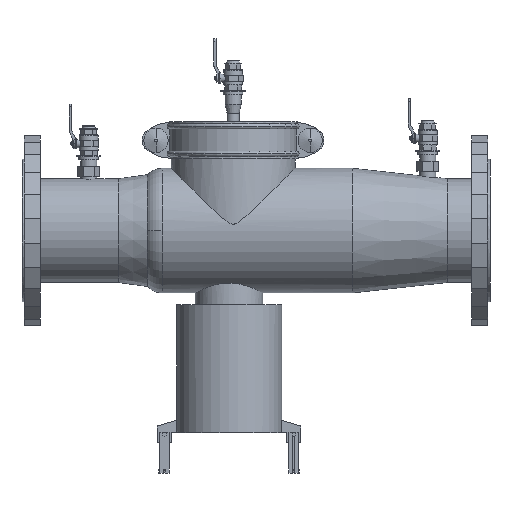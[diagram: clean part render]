
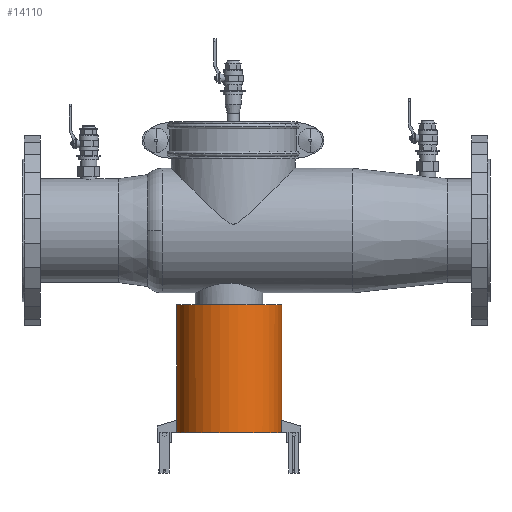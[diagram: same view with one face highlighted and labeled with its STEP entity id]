
A CAD part, front view. The second image highlights one B-rep face of the part: STEP entity #14110.
In plain terms, the highlighted cylindrical face has radius 78 mm (diameter 156 mm), a partial arc.
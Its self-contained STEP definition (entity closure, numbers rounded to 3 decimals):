
#8266=VERTEX_POINT('',#23639);
#8280=EDGE_CURVE('',#19998,#17226,#23654,.T.);
#8526=EDGE_CURVE('',#10482,#19998,#23922,.T.);
#9332=EDGE_CURVE('',#16412,#8266,#24805,.T.);
#9762=EDGE_CURVE('',#16412,#22330,#25266,.T.);
#10482=VERTEX_POINT('',#26059);
#11222=EDGE_CURVE('',#13728,#8266,#26872,.T.);
#13728=VERTEX_POINT('',#29632);
#14110=ADVANCED_FACE('',(#30055),#30056,.T.);
#14472=EDGE_CURVE('',#17226,#22330,#30447,.T.);
#16412=VERTEX_POINT('',#32558);
#16568=VERTEX_POINT('',#32729);
#17226=VERTEX_POINT('',#33437);
#17328=EDGE_CURVE('',#13728,#16568,#33548,.T.);
#19998=VERTEX_POINT('',#36450);
#21414=EDGE_CURVE('',#16568,#10482,#38012,.T.);
#22330=VERTEX_POINT('',#39010);
#23639=CARTESIAN_POINT('',(72.0,0.,-110.0));
#23654=LINE('',#40828,#40829);
#23922=CIRCLE('',#41222,78.0);
#24805=CIRCLE('',#42609,78.0);
#25266=LINE('',#43297,#43298);
#26059=CARTESIAN_POINT('',(71.986,-1.5,-300.0));
#26872=LINE('',#45645,#45646);
#29632=CARTESIAN_POINT('',(72.0,0.,-281.648));
#30055=FACE_OUTER_BOUND('',#50771,.T.);
#30056=CYLINDRICAL_SURFACE('',#50772,78.0);
#30447=ELLIPSE('',#51454,81.252,78.0);
#32558=CARTESIAN_POINT('',(-84.0,0.0,-110.0));
#32729=CARTESIAN_POINT('',(71.986,-1.5,-281.644));
#33437=CARTESIAN_POINT('',(-83.986,-1.5,-281.644));
#33548=ELLIPSE('',#56707,81.252,78.0);
#36450=CARTESIAN_POINT('',(-83.986,-1.5,-300.0));
#38012=LINE('',#63756,#63757);
#39010=CARTESIAN_POINT('',(-84.0,0.,-281.648));
#40828=CARTESIAN_POINT('',(-83.986,-1.5,-290.665));
#40829=VECTOR('',#67105,1.0);
#41222=AXIS2_PLACEMENT_3D('',#67403,#67404,#67405);
#42609=AXIS2_PLACEMENT_3D('',#68395,#68396,#68397);
#43297=CARTESIAN_POINT('',(-84.0,0.,-113.5));
#43298=VECTOR('',#68816,1.0);
#45645=CARTESIAN_POINT('',(72.0,0.,-113.5));
#45646=VECTOR('',#70505,1.0);
#50771=EDGE_LOOP('',(#73948,#73949,#73950,#73951,#73952,#73953,#73954,#73955));
#50772=AXIS2_PLACEMENT_3D('',#73956,#73957,#73958);
#51454=AXIS2_PLACEMENT_3D('',#74327,#74328,#74329);
#56707=AXIS2_PLACEMENT_3D('',#77641,#77642,#77643);
#63756=CARTESIAN_POINT('',(71.986,-1.5,-290.665));
#63757=VECTOR('',#82700,1.0);
#67105=DIRECTION('',(0.0,0.0,1.0));
#67403=CARTESIAN_POINT('',(-6.0,0.0,-300.0));
#67404=DIRECTION('',(0.0,0.0,-1.0));
#67405=DIRECTION('',(1.0,0.0,0.0));
#68395=CARTESIAN_POINT('',(-6.0,0.0,-110.0));
#68396=DIRECTION('',(0.0,0.0,1.0));
#68397=DIRECTION('',(-1.0,0.0,0.0));
#68816=DIRECTION('',(0.0,0.0,-1.0));
#70505=DIRECTION('',(0.0,0.0,1.0));
#73948=ORIENTED_EDGE('',*,*,#9762,.T.);
#73949=ORIENTED_EDGE('',*,*,#14472,.F.);
#73950=ORIENTED_EDGE('',*,*,#8280,.F.);
#73951=ORIENTED_EDGE('',*,*,#8526,.F.);
#73952=ORIENTED_EDGE('',*,*,#21414,.F.);
#73953=ORIENTED_EDGE('',*,*,#17328,.F.);
#73954=ORIENTED_EDGE('',*,*,#11222,.T.);
#73955=ORIENTED_EDGE('',*,*,#9332,.F.);
#73956=CARTESIAN_POINT('',(-6.0,0.0,-113.5));
#73957=DIRECTION('',(0.0,0.0,1.0));
#73958=DIRECTION('',(-1.0,0.0,0.0));
#74327=CARTESIAN_POINT('',(-6.0,0.0,-258.889));
#74328=DIRECTION('',(0.28,0.0,-0.96));
#74329=DIRECTION('',(0.96,0.0,0.28));
#77641=CARTESIAN_POINT('',(-6.0,0.0,-258.889));
#77642=DIRECTION('',(-0.28,0.0,-0.96));
#77643=DIRECTION('',(0.96,0.0,-0.28));
#82700=DIRECTION('',(0.0,0.0,-1.0));
